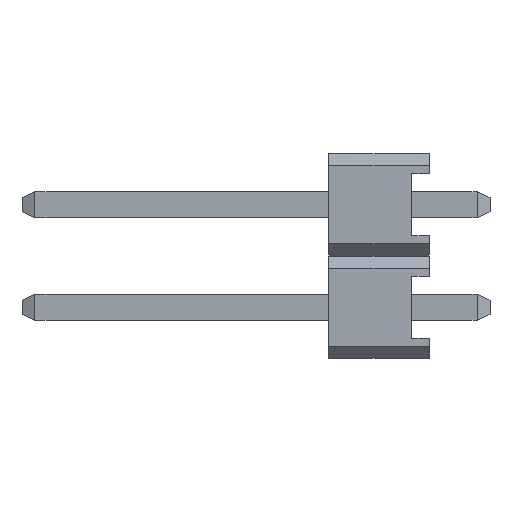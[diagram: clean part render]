
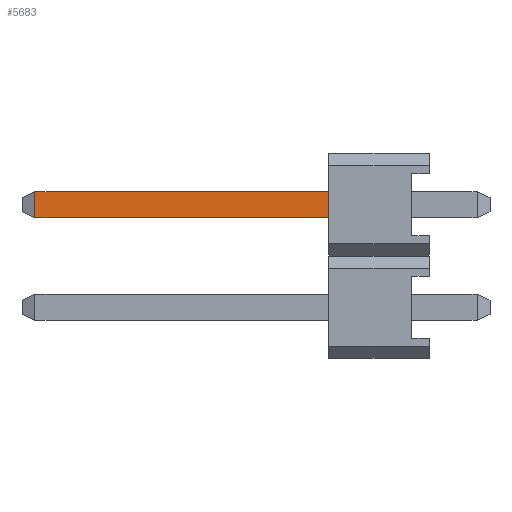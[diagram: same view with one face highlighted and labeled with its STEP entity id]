
A CAD part, left-side view. The second image highlights one B-rep face of the part: STEP entity #5683.
In plain terms, the highlighted planar face has unit normal (-1, 0, 0).
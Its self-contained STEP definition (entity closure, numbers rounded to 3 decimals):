
#461 = CARTESIAN_POINT ( 'NONE',  ( -0.325, 2.5, 0.325 ) ) ;
#485 = CARTESIAN_POINT ( 'NONE',  ( -0.325, 2.5, -0.325 ) ) ;
#711 = DIRECTION ( 'NONE',  ( 0., 0., 1. ) ) ;
#712 = VECTOR ( 'NONE', #711, 1000. ) ;
#713 = CARTESIAN_POINT ( 'NONE',  ( -0.325, 2.5, 1.27 ) ) ;
#714 = LINE ( 'NONE', #713, #712 ) ;
#4498 = VERTEX_POINT ( 'NONE', #485 ) ;
#4499 = VERTEX_POINT ( 'NONE', #461 ) ;
#4652 = EDGE_CURVE ( 'NONE', #4498, #4499, #714, .T. ) ;
#5683 = ADVANCED_FACE ( 'NONE', ( #7336 ), #7335, .F. ) ;
#5684 = EDGE_LOOP ( 'NONE', ( #5685, #5688, #5691, #5836 ) ) ;
#5685 = ORIENTED_EDGE ( 'NONE', *, *, #5686, .F. ) ;
#5686 = EDGE_CURVE ( 'NONE', #5687, #4499, #7330, .T. ) ;
#5687 = VERTEX_POINT ( 'NONE', #7326 ) ;
#5688 = ORIENTED_EDGE ( 'NONE', *, *, #5689, .T. ) ;
#5689 = EDGE_CURVE ( 'NONE', #5687, #5690, #7325, .T. ) ;
#5690 = VERTEX_POINT ( 'NONE', #7321 ) ;
#5691 = ORIENTED_EDGE ( 'NONE', *, *, #5835, .T. ) ;
#5835 = EDGE_CURVE ( 'NONE', #5690, #4498, #7697, .T. ) ;
#5836 = ORIENTED_EDGE ( 'NONE', *, *, #4652, .T. ) ;
#7321 = CARTESIAN_POINT ( 'NONE',  ( -0.325, 9.778, -0.325 ) ) ;
#7322 = DIRECTION ( 'NONE',  ( 0., 0., -1. ) ) ;
#7323 = VECTOR ( 'NONE', #7322, 1000. ) ;
#7324 = CARTESIAN_POINT ( 'NONE',  ( -0.325, 9.778, 0.325 ) ) ;
#7325 = LINE ( 'NONE', #7324, #7323 ) ;
#7326 = CARTESIAN_POINT ( 'NONE',  ( -0.325, 9.778, 0.325 ) ) ;
#7327 = DIRECTION ( 'NONE',  ( 0., -1., 0. ) ) ;
#7328 = VECTOR ( 'NONE', #7327, 1000. ) ;
#7329 = CARTESIAN_POINT ( 'NONE',  ( -0.325, 10.1, 0.325 ) ) ;
#7330 = LINE ( 'NONE', #7329, #7328 ) ;
#7331 = DIRECTION ( 'NONE',  ( 0., 0., -1. ) ) ;
#7332 = DIRECTION ( 'NONE',  ( 1., 0., 0. ) ) ;
#7333 = CARTESIAN_POINT ( 'NONE',  ( -0.325, 10.1, 0.325 ) ) ;
#7334 = AXIS2_PLACEMENT_3D ( 'NONE', #7333, #7332, #7331 ) ;
#7335 = PLANE ( 'NONE',  #7334 ) ;
#7336 = FACE_OUTER_BOUND ( 'NONE', #5684, .T. ) ;
#7666 = DIRECTION ( 'NONE',  ( 0., -1., 0. ) ) ;
#7667 = VECTOR ( 'NONE', #7666, 1000. ) ;
#7668 = CARTESIAN_POINT ( 'NONE',  ( -0.325, 10.1, -0.325 ) ) ;
#7697 = LINE ( 'NONE', #7668, #7667 ) ;
